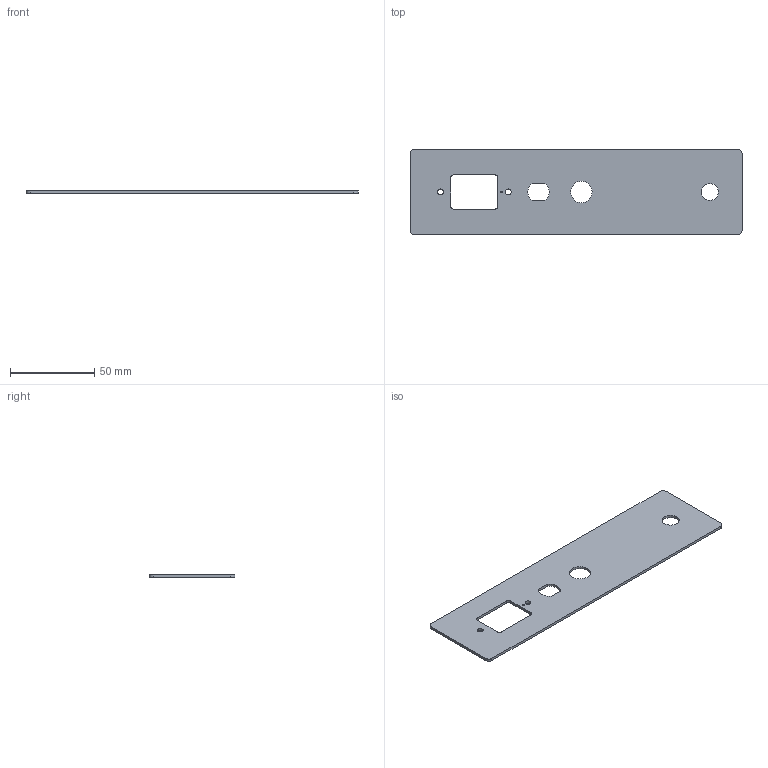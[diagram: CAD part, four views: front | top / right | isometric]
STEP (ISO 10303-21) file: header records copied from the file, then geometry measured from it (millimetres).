
FILE_DESCRIPTION(('KiCad electronic assembly'),'2;1');
FILE_NAME('it_is_the_champion_rear_panel-3D.step','2022-07-16T14:16:39', ('Pcbnew'),('Kicad'),'Open CASCADE STEP processor 7.5', 'KiCad to STEP converter','Unknown');
FILE_SCHEMA(('AUTOMOTIVE_DESIGN { 1 0 10303 214 1 1 1 1 }'));
Length unit declared in the file: millimetre
Products named in the file (2): it_is_the_champion_rear_panel-3D 1; it_is_the_champion_rear_panel PCB
Assembly tree (1 placements, depth 2):
  it_is_the_champion_rear_panel-3D 1
    it_is_the_champion_rear_panel PCB
Bounding box: 196.85 x 50.8 x 1.6 mm (x, y, z)
Volume: 14543.3 mm3; surface area: 19331.2 mm2
Topology: 1 solids, 1 shells, 27 faces, 75 edges, 50 vertices
Faces by surface type: cylinder 15, plane 12
Full cylindrical faces by diameter (mm): 1 x1, 3.556 x2, 10.033 x1, 12.7 x1
Entity records: 2019 total; most frequent: CARTESIAN_POINT 484, DIRECTION 283, LINE 165, VECTOR 165, ORIENTED_EDGE 150, PCURVE 150, DEFINITIONAL_REPRESENTATION 150, EDGE_CURVE 75
